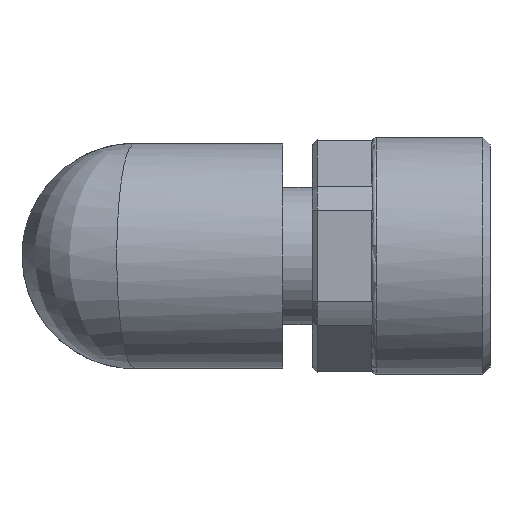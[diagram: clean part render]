
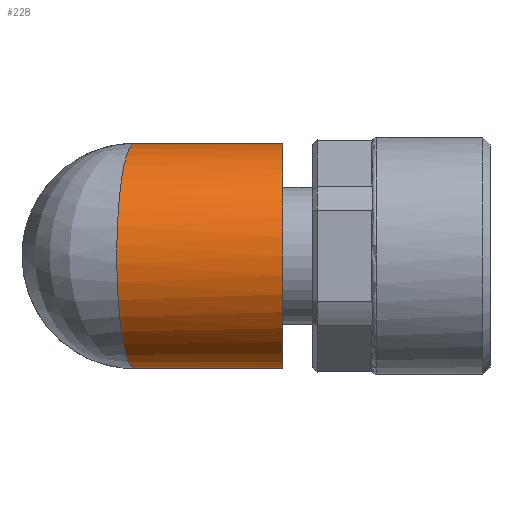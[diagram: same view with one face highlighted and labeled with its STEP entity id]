
A CAD part, left-side view. The second image highlights one B-rep face of the part: STEP entity #228.
In plain terms, the highlighted cylindrical face has radius 4.75 mm (diameter 9.5 mm), a full revolution.
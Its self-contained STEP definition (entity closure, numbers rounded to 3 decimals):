
#73=CARTESIAN_POINT('',(3.475,-6.25,0.));
#74=VERTEX_POINT('',#73);
#75=CARTESIAN_POINT('',(-1.275,-6.25,0.0));
#76=DIRECTION('',(0.0,1.0,0.0));
#77=DIRECTION('',(-1.0,0.0,0.0));
#78=AXIS2_PLACEMENT_3D('',#75,#76,#77);
#79=CIRCLE('',#78,4.75);
#80=EDGE_CURVE('',#74,#74,#79,.T.);
#189=CARTESIAN_POINT('',(-1.275,0.0,4.75));
#190=VERTEX_POINT('',#189);
#191=CARTESIAN_POINT('',(-1.275,0.0,-4.75));
#192=VERTEX_POINT('',#191);
#200=CARTESIAN_POINT('',(-1.275,0.0,0.0));
#201=DIRECTION('',(0.156,0.988,0.0));
#202=DIRECTION('',(-0.988,0.156,0.0));
#203=AXIS2_PLACEMENT_3D('',#200,#201,#202);
#204=ELLIPSE('',#203,4.809,4.75);
#205=EDGE_CURVE('',#192,#190,#204,.T.);
#210=CARTESIAN_POINT('',(-1.275,0.0,0.0));
#211=DIRECTION('',(0.0,-1.0,0.0));
#212=DIRECTION('',(1.0,0.0,0.0));
#213=AXIS2_PLACEMENT_3D('',#210,#211,#212);
#214=CYLINDRICAL_SURFACE('',#213,4.75);
#215=ORIENTED_EDGE('',*,*,#205,.F.);
#216=CARTESIAN_POINT('',(-1.275,0.0,0.0));
#217=DIRECTION('',(0.707,0.707,0.0));
#218=DIRECTION('',(0.707,-0.707,0.0));
#219=AXIS2_PLACEMENT_3D('',#216,#217,#218);
#220=ELLIPSE('',#219,6.718,4.75);
#221=EDGE_CURVE('',#190,#192,#220,.T.);
#222=ORIENTED_EDGE('',*,*,#221,.F.);
#223=EDGE_LOOP('',(#215,#222));
#224=FACE_OUTER_BOUND('',#223,.T.);
#225=ORIENTED_EDGE('',*,*,#80,.T.);
#226=EDGE_LOOP('',(#225));
#227=FACE_BOUND('',#226,.T.);
#228=ADVANCED_FACE('',(#224,#227),#214,.T.);
